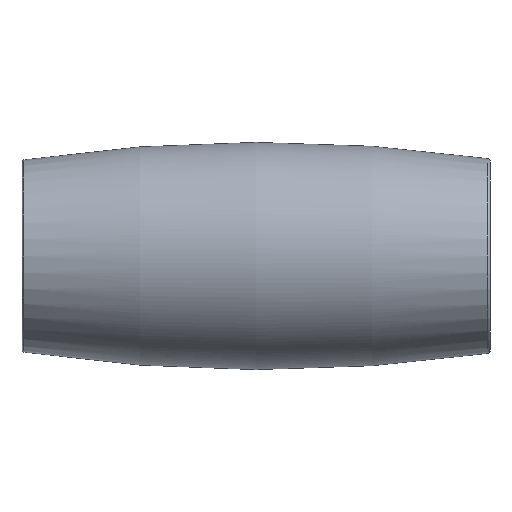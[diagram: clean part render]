
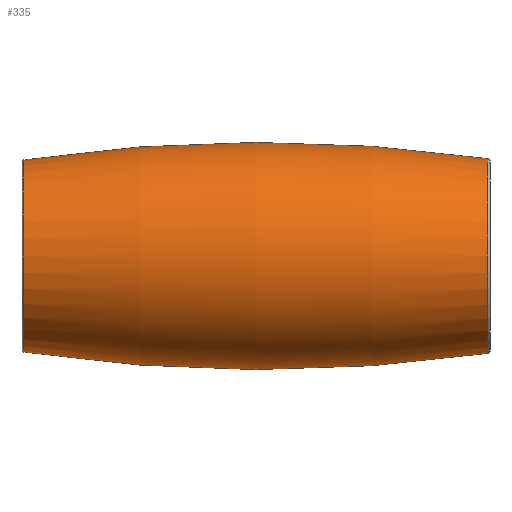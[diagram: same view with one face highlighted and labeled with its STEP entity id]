
A CAD part, front view. The second image highlights one B-rep face of the part: STEP entity #335.
In plain terms, the highlighted toroidal (fillet/blend) face has major radius 162.293 mm and minor radius 174.625 mm.
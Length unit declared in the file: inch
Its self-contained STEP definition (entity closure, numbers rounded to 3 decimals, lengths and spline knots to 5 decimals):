
#14 = AXIS2_PLACEMENT_3D ( 'NONE', #427, #184, #191 ) ;
#25 = DIRECTION ( 'NONE',  ( 1., 0., 0. ) ) ;
#42 = FACE_OUTER_BOUND ( 'NONE', #44, .T. ) ;
#44 = EDGE_LOOP ( 'NONE', ( #238, #345, #339, #49 ) ) ;
#49 = ORIENTED_EDGE ( 'NONE', *, *, #205, .T. ) ;
#93 = AXIS2_PLACEMENT_3D ( 'NONE', #142, #106, #110 ) ;
#96 = DIRECTION ( 'NONE',  ( 0., 0., -1. ) ) ;
#105 = EDGE_CURVE ( 'NONE', #170, #141, #392, .T. ) ;
#106 = DIRECTION ( 'NONE',  ( 0., -1., 0. ) ) ;
#108 = DIRECTION ( 'NONE',  ( -1., 0., 0. ) ) ;
#110 = DIRECTION ( 'NONE',  ( 0., 0., -1. ) ) ;
#127 = AXIS2_PLACEMENT_3D ( 'NONE', #220, #322, #130 ) ;
#130 = DIRECTION ( 'NONE',  ( 0., 0., 1. ) ) ;
#141 = VERTEX_POINT ( 'NONE', #328 ) ;
#142 = CARTESIAN_POINT ( 'NONE',  ( 0.01786, 3.515, -6.38949 ) ) ;
#152 = AXIS2_PLACEMENT_3D ( 'NONE', #394, #25, #96 ) ;
#163 = CARTESIAN_POINT ( 'NONE',  ( 0.01786, 3.515, 0. ) ) ;
#167 = CIRCLE ( 'NONE', #152, 0.41102 ) ;
#170 = VERTEX_POINT ( 'NONE', #190 ) ;
#184 = DIRECTION ( 'NONE',  ( 0., 1., 0. ) ) ;
#190 = CARTESIAN_POINT ( 'NONE',  ( 0.99142, 3.515, -0.41623 ) ) ;
#191 = DIRECTION ( 'NONE',  ( 0., 0., 1. ) ) ;
#202 = VERTEX_POINT ( 'NONE', #255 ) ;
#205 = EDGE_CURVE ( 'NONE', #202, #241, #167, .T. ) ;
#219 = CIRCLE ( 'NONE', #14, 6.875 ) ;
#220 = CARTESIAN_POINT ( 'NONE',  ( 0.99142, 3.515, 0. ) ) ;
#230 = TOROIDAL_SURFACE ( 'NONE', #284, -6.38949, 6.875 ) ;
#238 = ORIENTED_EDGE ( 'NONE', *, *, #420, .F. ) ;
#241 = VERTEX_POINT ( 'NONE', #373 ) ;
#255 = CARTESIAN_POINT ( 'NONE',  ( -0.99147, 3.515, 0.41102 ) ) ;
#284 = AXIS2_PLACEMENT_3D ( 'NONE', #163, #108, #404 ) ;
#322 = DIRECTION ( 'NONE',  ( -1., 0., 0. ) ) ;
#328 = CARTESIAN_POINT ( 'NONE',  ( 0.99142, 3.515, 0.41623 ) ) ;
#335 = ADVANCED_FACE ( 'NONE', ( #42 ), #230, .T. ) ;
#339 = ORIENTED_EDGE ( 'NONE', *, *, #368, .T. ) ;
#345 = ORIENTED_EDGE ( 'NONE', *, *, #105, .T. ) ;
#368 = EDGE_CURVE ( 'NONE', #141, #202, #390, .T. ) ;
#373 = CARTESIAN_POINT ( 'NONE',  ( -0.99147, 3.515, -0.41102 ) ) ;
#390 = CIRCLE ( 'NONE', #93, 6.875 ) ;
#392 = CIRCLE ( 'NONE', #127, 0.41623 ) ;
#394 = CARTESIAN_POINT ( 'NONE',  ( -0.99147, 3.515, 0. ) ) ;
#404 = DIRECTION ( 'NONE',  ( 0., 0., 1. ) ) ;
#420 = EDGE_CURVE ( 'NONE', #170, #241, #219, .T. ) ;
#427 = CARTESIAN_POINT ( 'NONE',  ( 0.01786, 3.515, 6.38949 ) ) ;
